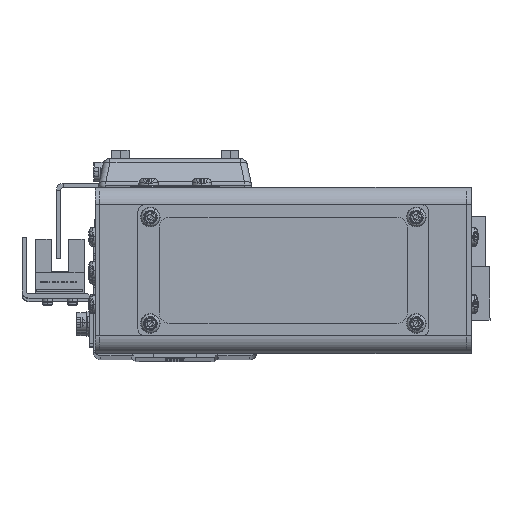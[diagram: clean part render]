
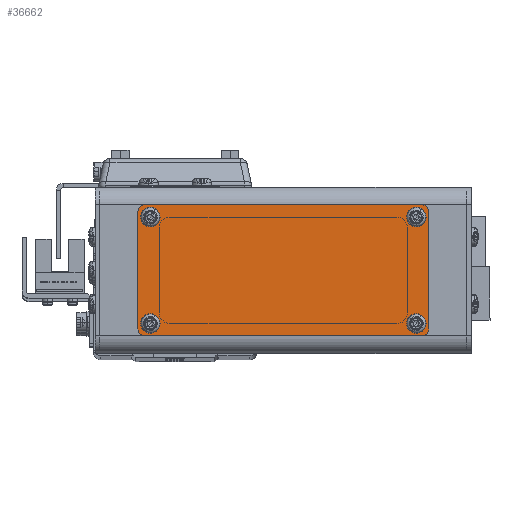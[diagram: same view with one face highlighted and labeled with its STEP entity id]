
A CAD part, top view. The second image highlights one B-rep face of the part: STEP entity #36662.
In plain terms, the highlighted face is planar.
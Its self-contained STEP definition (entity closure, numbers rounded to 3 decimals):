
#1172 = EDGE_CURVE ( 'NONE', #40876, #70830, #30219, .T. ) ;
#1617 = EDGE_CURVE ( 'NONE', #23839, #61694, #56268, .T. ) ;
#2022 = ORIENTED_EDGE ( 'NONE', *, *, #1172, .F. ) ;
#2330 = DIRECTION ( 'NONE',  ( 1., 0., 0. ) ) ;
#2365 = ORIENTED_EDGE ( 'NONE', *, *, #57442, .F. ) ;
#2603 = DIRECTION ( 'NONE',  ( 1., 0., 0. ) ) ;
#4122 = EDGE_CURVE ( 'NONE', #70830, #61048, #6584, .T. ) ;
#4159 = DIRECTION ( 'NONE',  ( 0., 0., 1. ) ) ;
#4435 = DIRECTION ( 'NONE',  ( 0., 0., 1. ) ) ;
#5134 = CIRCLE ( 'NONE', #6404, 1.7 ) ;
#5774 = CARTESIAN_POINT ( 'NONE',  ( -39., 35., 0. ) ) ;
#5841 = CARTESIAN_POINT ( 'NONE',  ( -39., 0., 0. ) ) ;
#6404 = AXIS2_PLACEMENT_3D ( 'NONE', #71383, #36936, #2603 ) ;
#6407 = CARTESIAN_POINT ( 'NONE',  ( -39., 0., 0. ) ) ;
#6584 = CIRCLE ( 'NONE', #66669, 2. ) ;
#7009 = EDGE_CURVE ( 'NONE', #58734, #14587, #39520, .T. ) ;
#7585 = ORIENTED_EDGE ( 'NONE', *, *, #45283, .F. ) ;
#8005 = DIRECTION ( 'NONE',  ( 0., 0., 1. ) ) ;
#8743 = AXIS2_PLACEMENT_3D ( 'NONE', #28916, #69125, #34692 ) ;
#8986 = VECTOR ( 'NONE', #46487, 1000. ) ;
#9330 = CIRCLE ( 'NONE', #35746, 1.7 ) ;
#10271 = CARTESIAN_POINT ( 'NONE',  ( 39., 37., 0. ) ) ;
#11490 = DIRECTION ( 'NONE',  ( 1., 0., 0. ) ) ;
#11516 = CARTESIAN_POINT ( 'NONE',  ( -35.8, 33.5, 0. ) ) ;
#11942 = CARTESIAN_POINT ( 'NONE',  ( -39., 2., 0. ) ) ;
#12143 = CARTESIAN_POINT ( 'NONE',  ( 39., 37., 0. ) ) ;
#12997 = CARTESIAN_POINT ( 'NONE',  ( 39., 0., 0. ) ) ;
#13130 = VERTEX_POINT ( 'NONE', #59844 ) ;
#13133 = EDGE_CURVE ( 'NONE', #14587, #58734, #5134, .T. ) ;
#14419 = ORIENTED_EDGE ( 'NONE', *, *, #45377, .T. ) ;
#14587 = VERTEX_POINT ( 'NONE', #65880 ) ;
#16158 = ORIENTED_EDGE ( 'NONE', *, *, #34840, .T. ) ;
#17009 = VECTOR ( 'NONE', #40746, 1000. ) ;
#17651 = EDGE_LOOP ( 'NONE', ( #44580, #16158 ) ) ;
#17685 = DIRECTION ( 'NONE',  ( 1., 0., 0. ) ) ;
#19397 = EDGE_CURVE ( 'NONE', #27684, #64580, #47583, .T. ) ;
#19407 = EDGE_CURVE ( 'NONE', #61048, #23839, #34089, .T. ) ;
#19443 = PLANE ( 'NONE',  #46894 ) ;
#19928 = AXIS2_PLACEMENT_3D ( 'NONE', #71087, #36632, #2330 ) ;
#20335 = VERTEX_POINT ( 'NONE', #29801 ) ;
#20630 = CARTESIAN_POINT ( 'NONE',  ( 41., 2., 0. ) ) ;
#20712 = VERTEX_POINT ( 'NONE', #50880 ) ;
#21205 = CARTESIAN_POINT ( 'NONE',  ( 35.8, 33.5, 0. ) ) ;
#21517 = ORIENTED_EDGE ( 'NONE', *, *, #7009, .T. ) ;
#21634 = CIRCLE ( 'NONE', #56284, 1.7 ) ;
#22877 = VERTEX_POINT ( 'NONE', #74379 ) ;
#23272 = AXIS2_PLACEMENT_3D ( 'NONE', #25481, #65669, #31204 ) ;
#23839 = VERTEX_POINT ( 'NONE', #45022 ) ;
#25481 = CARTESIAN_POINT ( 'NONE',  ( -37.5, 33.5, 0. ) ) ;
#25890 = EDGE_CURVE ( 'NONE', #22877, #13130, #9330, .T. ) ;
#27107 = CARTESIAN_POINT ( 'NONE',  ( -41., 2., 0. ) ) ;
#27433 = DIRECTION ( 'NONE',  ( 0., 0., 1. ) ) ;
#27684 = VERTEX_POINT ( 'NONE', #5841 ) ;
#27815 = FACE_BOUND ( 'NONE', #45633, .T. ) ;
#27928 = DIRECTION ( 'NONE',  ( 0., -1., 0. ) ) ;
#28916 = CARTESIAN_POINT ( 'NONE',  ( -37.5, 3.5, 0. ) ) ;
#29492 = EDGE_CURVE ( 'NONE', #55988, #33087, #21634, .T. ) ;
#29801 = CARTESIAN_POINT ( 'NONE',  ( -35.8, 3.5, 0. ) ) ;
#30080 = DIRECTION ( 'NONE',  ( 0., 0., 1. ) ) ;
#30149 = CARTESIAN_POINT ( 'NONE',  ( 37.5, 33.5, 0. ) ) ;
#30219 = LINE ( 'NONE', #20630, #45449 ) ;
#30456 = EDGE_CURVE ( 'NONE', #55059, #27684, #33286, .T. ) ;
#30961 = CARTESIAN_POINT ( 'NONE',  ( 39., 35., 0. ) ) ;
#31204 = DIRECTION ( 'NONE',  ( 1., 0., 0. ) ) ;
#33087 = VERTEX_POINT ( 'NONE', #11516 ) ;
#33286 = CIRCLE ( 'NONE', #40387, 2. ) ;
#33706 = CARTESIAN_POINT ( 'NONE',  ( -41., 35., 0. ) ) ;
#34088 = ORIENTED_EDGE ( 'NONE', *, *, #73525, .T. ) ;
#34089 = LINE ( 'NONE', #12143, #17009 ) ;
#34273 = ORIENTED_EDGE ( 'NONE', *, *, #30456, .F. ) ;
#34692 = DIRECTION ( 'NONE',  ( 1., 0., 0. ) ) ;
#34840 = EDGE_CURVE ( 'NONE', #33087, #55988, #54030, .T. ) ;
#35746 = AXIS2_PLACEMENT_3D ( 'NONE', #38473, #4159, #44249 ) ;
#35856 = ORIENTED_EDGE ( 'NONE', *, *, #13133, .T. ) ;
#35942 = DIRECTION ( 'NONE',  ( 1., 0., 0. ) ) ;
#36632 = DIRECTION ( 'NONE',  ( 0., 0., 1. ) ) ;
#36662 = ADVANCED_FACE ( 'NONE', ( #58440, #60262, #73670, #43077, #27815 ), #19443, .F. ) ;
#36735 = DIRECTION ( 'NONE',  ( 1., 0., 0. ) ) ;
#36936 = DIRECTION ( 'NONE',  ( 0., 0., 1. ) ) ;
#38473 = CARTESIAN_POINT ( 'NONE',  ( 37.5, 3.5, 0. ) ) ;
#38779 = CARTESIAN_POINT ( 'NONE',  ( 39., 2., 0. ) ) ;
#38955 = CARTESIAN_POINT ( 'NONE',  ( -39.2, 33.5, 0. ) ) ;
#39520 = CIRCLE ( 'NONE', #43613, 1.7 ) ;
#40387 = AXIS2_PLACEMENT_3D ( 'NONE', #11942, #52149, #17685 ) ;
#40746 = DIRECTION ( 'NONE',  ( -1., 0., 0. ) ) ;
#40876 = VERTEX_POINT ( 'NONE', #71044 ) ;
#42342 = CARTESIAN_POINT ( 'NONE',  ( -37.5, 33.5, 0. ) ) ;
#43077 = FACE_BOUND ( 'NONE', #55251, .T. ) ;
#43613 = AXIS2_PLACEMENT_3D ( 'NONE', #30149, #70394, #35942 ) ;
#44249 = DIRECTION ( 'NONE',  ( 1., 0., 0. ) ) ;
#44537 = DIRECTION ( 'NONE',  ( 1., 0., 0. ) ) ;
#44580 = ORIENTED_EDGE ( 'NONE', *, *, #29492, .T. ) ;
#45022 = CARTESIAN_POINT ( 'NONE',  ( -39., 37., 0. ) ) ;
#45283 = EDGE_CURVE ( 'NONE', #61694, #55059, #62239, .T. ) ;
#45377 = EDGE_CURVE ( 'NONE', #20335, #20712, #60459, .T. ) ;
#45449 = VECTOR ( 'NONE', #55057, 1000. ) ;
#45633 = EDGE_LOOP ( 'NONE', ( #21517, #35856 ) ) ;
#45858 = DIRECTION ( 'NONE',  ( 0., 0., 1. ) ) ;
#46487 = DIRECTION ( 'NONE',  ( 1., 0., 0. ) ) ;
#46567 = EDGE_LOOP ( 'NONE', ( #48232, #2022, #2365, #71562, #34273, #7585, #69493, #65871 ) ) ;
#46894 = AXIS2_PLACEMENT_3D ( 'NONE', #30961, #71191, #36735 ) ;
#46909 = VECTOR ( 'NONE', #27928, 1000. ) ;
#47583 = LINE ( 'NONE', #6407, #8986 ) ;
#48161 = DIRECTION ( 'NONE',  ( 1., 0., 0. ) ) ;
#48232 = ORIENTED_EDGE ( 'NONE', *, *, #4122, .F. ) ;
#48715 = AXIS2_PLACEMENT_3D ( 'NONE', #5774, #45858, #11490 ) ;
#49186 = ORIENTED_EDGE ( 'NONE', *, *, #67476, .T. ) ;
#50880 = CARTESIAN_POINT ( 'NONE',  ( -39.2, 3.5, 0. ) ) ;
#52149 = DIRECTION ( 'NONE',  ( 0., 0., 1. ) ) ;
#52381 = CIRCLE ( 'NONE', #56370, 2. ) ;
#54030 = CIRCLE ( 'NONE', #23272, 1.7 ) ;
#55057 = DIRECTION ( 'NONE',  ( 0., 1., 0. ) ) ;
#55059 = VERTEX_POINT ( 'NONE', #27107 ) ;
#55251 = EDGE_LOOP ( 'NONE', ( #60923, #49186 ) ) ;
#55988 = VERTEX_POINT ( 'NONE', #38955 ) ;
#56268 = CIRCLE ( 'NONE', #48715, 2. ) ;
#56284 = AXIS2_PLACEMENT_3D ( 'NONE', #42342, #8005, #48161 ) ;
#56370 = AXIS2_PLACEMENT_3D ( 'NONE', #38779, #4435, #44537 ) ;
#57442 = EDGE_CURVE ( 'NONE', #64580, #40876, #52381, .T. ) ;
#58200 = CIRCLE ( 'NONE', #72607, 1.7 ) ;
#58440 = FACE_BOUND ( 'NONE', #17651, .T. ) ;
#58734 = VERTEX_POINT ( 'NONE', #21205 ) ;
#59844 = CARTESIAN_POINT ( 'NONE',  ( 39.2, 3.5, 0. ) ) ;
#60262 = FACE_BOUND ( 'NONE', #68988, .T. ) ;
#60459 = CIRCLE ( 'NONE', #8743, 1.7 ) ;
#60923 = ORIENTED_EDGE ( 'NONE', *, *, #25890, .T. ) ;
#61048 = VERTEX_POINT ( 'NONE', #10271 ) ;
#61694 = VERTEX_POINT ( 'NONE', #68321 ) ;
#61871 = CARTESIAN_POINT ( 'NONE',  ( 37.5, 3.5, 0. ) ) ;
#62239 = LINE ( 'NONE', #33706, #46909 ) ;
#64515 = CARTESIAN_POINT ( 'NONE',  ( 39., 35., 0. ) ) ;
#64580 = VERTEX_POINT ( 'NONE', #12997 ) ;
#65669 = DIRECTION ( 'NONE',  ( 0., 0., 1. ) ) ;
#65871 = ORIENTED_EDGE ( 'NONE', *, *, #19407, .F. ) ;
#65880 = CARTESIAN_POINT ( 'NONE',  ( 39.2, 33.5, 0. ) ) ;
#66521 = CIRCLE ( 'NONE', #19928, 1.7 ) ;
#66669 = AXIS2_PLACEMENT_3D ( 'NONE', #64515, #30080, #70314 ) ;
#67476 = EDGE_CURVE ( 'NONE', #13130, #22877, #58200, .T. ) ;
#67647 = DIRECTION ( 'NONE',  ( 1., 0., 0. ) ) ;
#68321 = CARTESIAN_POINT ( 'NONE',  ( -41., 35., 0. ) ) ;
#68988 = EDGE_LOOP ( 'NONE', ( #34088, #14419 ) ) ;
#69125 = DIRECTION ( 'NONE',  ( 0., 0., 1. ) ) ;
#69493 = ORIENTED_EDGE ( 'NONE', *, *, #1617, .F. ) ;
#70314 = DIRECTION ( 'NONE',  ( 1., 0., 0. ) ) ;
#70394 = DIRECTION ( 'NONE',  ( 0., 0., 1. ) ) ;
#70603 = CARTESIAN_POINT ( 'NONE',  ( 41., 35., 0. ) ) ;
#70830 = VERTEX_POINT ( 'NONE', #70603 ) ;
#71044 = CARTESIAN_POINT ( 'NONE',  ( 41., 2., 0. ) ) ;
#71087 = CARTESIAN_POINT ( 'NONE',  ( -37.5, 3.5, 0. ) ) ;
#71191 = DIRECTION ( 'NONE',  ( 0., 0., 1. ) ) ;
#71383 = CARTESIAN_POINT ( 'NONE',  ( 37.5, 33.5, 0. ) ) ;
#71562 = ORIENTED_EDGE ( 'NONE', *, *, #19397, .F. ) ;
#72607 = AXIS2_PLACEMENT_3D ( 'NONE', #61871, #27433, #67647 ) ;
#73525 = EDGE_CURVE ( 'NONE', #20712, #20335, #66521, .T. ) ;
#73670 = FACE_OUTER_BOUND ( 'NONE', #46567, .T. ) ;
#74379 = CARTESIAN_POINT ( 'NONE',  ( 35.8, 3.5, 0. ) ) ;
